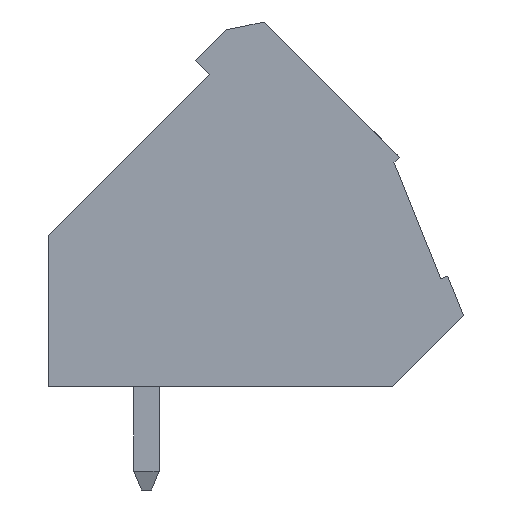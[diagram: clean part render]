
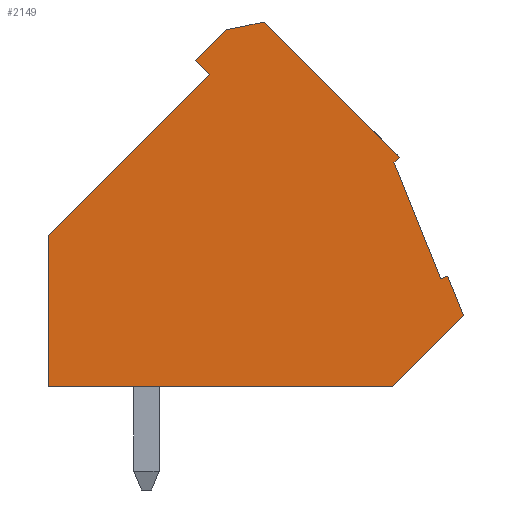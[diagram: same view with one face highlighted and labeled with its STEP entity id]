
A CAD part, left-side view. The second image highlights one B-rep face of the part: STEP entity #2149.
In plain terms, the highlighted planar face has unit normal (-1, 0, 0).
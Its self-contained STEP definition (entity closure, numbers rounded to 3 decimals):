
#2149 = ADVANCED_FACE( '', ( #4755 ), #4756, .F. );
#4755 = FACE_OUTER_BOUND( '', #7919, .T. );
#4756 = PLANE( '', #7920 );
#7919 = EDGE_LOOP( '', ( #13797, #13798, #13799, #13800, #13801, #13802, #13803, #13804, #13805, #13806, #13807, #13808 ) );
#7920 = AXIS2_PLACEMENT_3D( '', #13809, #13810, #13811 );
#13797 = ORIENTED_EDGE( '', *, *, #22035, .F. );
#13798 = ORIENTED_EDGE( '', *, *, #19887, .F. );
#13799 = ORIENTED_EDGE( '', *, *, #22036, .F. );
#13800 = ORIENTED_EDGE( '', *, *, #22037, .F. );
#13801 = ORIENTED_EDGE( '', *, *, #22038, .F. );
#13802 = ORIENTED_EDGE( '', *, *, #22039, .F. );
#13803 = ORIENTED_EDGE( '', *, *, #22040, .F. );
#13804 = ORIENTED_EDGE( '', *, *, #20398, .F. );
#13805 = ORIENTED_EDGE( '', *, *, #22041, .F. );
#13806 = ORIENTED_EDGE( '', *, *, #21610, .F. );
#13807 = ORIENTED_EDGE( '', *, *, #21493, .F. );
#13808 = ORIENTED_EDGE( '', *, *, #21371, .F. );
#13809 = CARTESIAN_POINT( '', ( -61.66, 0., 0. ) );
#13810 = DIRECTION( '', ( 1., 0., 0. ) );
#13811 = DIRECTION( '', ( 0., 0., -1. ) );
#19887 = EDGE_CURVE( '', #23962, #23963, #23964, .T. );
#20398 = EDGE_CURVE( '', #24870, #24871, #24872, .T. );
#21371 = EDGE_CURVE( '', #26496, #26498, #26499, .T. );
#21493 = EDGE_CURVE( '', #26498, #26701, #26702, .T. );
#21610 = EDGE_CURVE( '', #26701, #26882, #26883, .T. );
#22035 = EDGE_CURVE( '', #23963, #26496, #27508, .T. );
#22036 = EDGE_CURVE( '', #27509, #23962, #27510, .T. );
#22037 = EDGE_CURVE( '', #27511, #27509, #27512, .T. );
#22038 = EDGE_CURVE( '', #27513, #27511, #27514, .T. );
#22039 = EDGE_CURVE( '', #27515, #27513, #27516, .T. );
#22040 = EDGE_CURVE( '', #24871, #27515, #27517, .T. );
#22041 = EDGE_CURVE( '', #26882, #24870, #27518, .T. );
#23962 = VERTEX_POINT( '', #29967 );
#23963 = VERTEX_POINT( '', #29968 );
#23964 = LINE( '', #29969, #29970 );
#24870 = VERTEX_POINT( '', #31329 );
#24871 = VERTEX_POINT( '', #31330 );
#24872 = LINE( '', #31331, #31332 );
#26496 = VERTEX_POINT( '', #33719 );
#26498 = VERTEX_POINT( '', #33722 );
#26499 = LINE( '', #33723, #33724 );
#26701 = VERTEX_POINT( '', #34031 );
#26702 = LINE( '', #34032, #34033 );
#26882 = VERTEX_POINT( '', #34301 );
#26883 = LINE( '', #34302, #34303 );
#27508 = LINE( '', #35274, #35275 );
#27509 = VERTEX_POINT( '', #35276 );
#27510 = LINE( '', #35277, #35278 );
#27511 = VERTEX_POINT( '', #35279 );
#27512 = LINE( '', #35280, #35281 );
#27513 = VERTEX_POINT( '', #35282 );
#27514 = LINE( '', #35283, #35284 );
#27515 = VERTEX_POINT( '', #35285 );
#27516 = LINE( '', #35286, #35287 );
#27517 = LINE( '', #35288, #35289 );
#27518 = LINE( '', #35290, #35291 );
#29967 = CARTESIAN_POINT( '', ( -61.66, -9.031, 1.406 ) );
#29968 = CARTESIAN_POINT( '', ( -61.66, -9.664, -0.172 ) );
#29969 = CARTESIAN_POINT( '', ( -61.66, -9.031, 1.406 ) );
#29970 = VECTOR( '', #38515, 1000. );
#31329 = CARTESIAN_POINT( '', ( -61.66, 0.987, 9.98 ) );
#31330 = CARTESIAN_POINT( '', ( -61.66, -0.215, 11.182 ) );
#31331 = CARTESIAN_POINT( '', ( -61.66, 0.987, 9.98 ) );
#31332 = VECTOR( '', #39044, 1000. );
#33719 = CARTESIAN_POINT( '', ( -61.66, -6.836, -3. ) );
#33722 = CARTESIAN_POINT( '', ( -61.66, 6.836, -3. ) );
#33723 = CARTESIAN_POINT( '', ( -61.66, -6.836, -3. ) );
#33724 = VECTOR( '', #40019, 1000. );
#34031 = CARTESIAN_POINT( '', ( -61.66, 6.836, 3. ) );
#34032 = CARTESIAN_POINT( '', ( -61.66, 6.836, -3. ) );
#34033 = VECTOR( '', #40137, 1000. );
#34301 = CARTESIAN_POINT( '', ( -61.66, 0.422, 9.414 ) );
#34302 = CARTESIAN_POINT( '', ( -61.66, 6.836, 3. ) );
#34303 = VECTOR( '', #40241, 1000. );
#35274 = CARTESIAN_POINT( '', ( -61.66, -9.664, -0.172 ) );
#35275 = VECTOR( '', #40621, 1000. );
#35276 = CARTESIAN_POINT( '', ( -61.66, -8.752, 1.294 ) );
#35277 = CARTESIAN_POINT( '', ( -61.66, -8.752, 1.294 ) );
#35278 = VECTOR( '', #40622, 1000. );
#35279 = CARTESIAN_POINT( '', ( -61.66, -6.897, 5.914 ) );
#35280 = CARTESIAN_POINT( '', ( -61.66, -6.897, 5.914 ) );
#35281 = VECTOR( '', #40623, 1000. );
#35282 = CARTESIAN_POINT( '', ( -61.66, -7.109, 6.126 ) );
#35283 = CARTESIAN_POINT( '', ( -61.66, -7.109, 6.126 ) );
#35284 = VECTOR( '', #40624, 1000. );
#35285 = CARTESIAN_POINT( '', ( -61.66, -1.735, 11.5 ) );
#35286 = CARTESIAN_POINT( '', ( -61.66, -1.735, 11.5 ) );
#35287 = VECTOR( '', #40625, 1000. );
#35288 = CARTESIAN_POINT( '', ( -61.66, -0.215, 11.182 ) );
#35289 = VECTOR( '', #40626, 1000. );
#35290 = CARTESIAN_POINT( '', ( -61.66, 0.422, 9.414 ) );
#35291 = VECTOR( '', #40627, 1000. );
#38515 = DIRECTION( '', ( 0., -0.373, -0.928 ) );
#39044 = DIRECTION( '', ( 0., -0.707, 0.707 ) );
#40019 = DIRECTION( '', ( 0., 1., 0. ) );
#40137 = DIRECTION( '', ( 0., 0., 1. ) );
#40241 = DIRECTION( '', ( 0., -0.707, 0.707 ) );
#40621 = DIRECTION( '', ( 0., 0.707, -0.707 ) );
#40622 = DIRECTION( '', ( 0., -0.928, 0.373 ) );
#40623 = DIRECTION( '', ( 0., -0.373, -0.928 ) );
#40624 = DIRECTION( '', ( 0., 0.707, -0.707 ) );
#40625 = DIRECTION( '', ( 0., -0.707, -0.707 ) );
#40626 = DIRECTION( '', ( 0., -0.979, 0.205 ) );
#40627 = DIRECTION( '', ( 0., 0.707, 0.707 ) );
